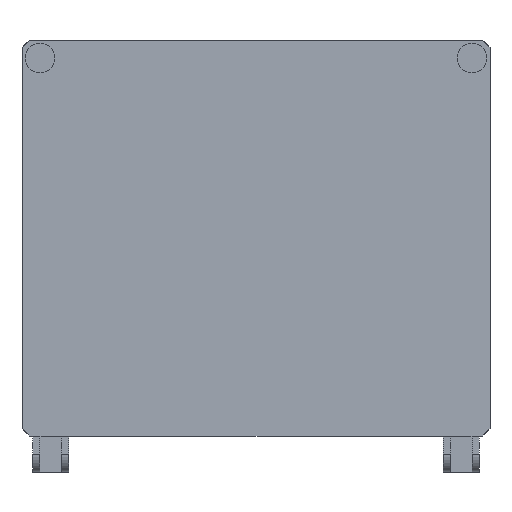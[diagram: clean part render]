
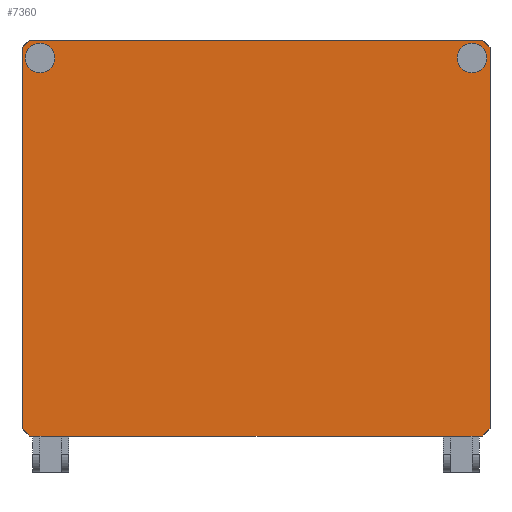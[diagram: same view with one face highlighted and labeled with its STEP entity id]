
A CAD part, front view. The second image highlights one B-rep face of the part: STEP entity #7360.
In plain terms, the highlighted planar face has unit normal (0, -1, 0).
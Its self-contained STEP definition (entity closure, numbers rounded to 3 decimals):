
#35=CIRCLE('',#7563,2.05);
#36=CIRCLE('',#7564,2.05);
#84=FACE_BOUND('',#1048,.T.);
#85=FACE_BOUND('',#1049,.T.);
#224=PLANE('',#7562);
#618=FACE_OUTER_BOUND('',#1047,.T.);
#1047=EDGE_LOOP('',(#6652,#6653,#6654,#6655,#6656,#6657,#6658,#6659,#6660,
#6661,#6662,#6663));
#1048=EDGE_LOOP('',(#6664));
#1049=EDGE_LOOP('',(#6665));
#1628=LINE('',#14557,#2241);
#1636=LINE('',#14573,#2249);
#1638=LINE('',#14578,#2251);
#1642=LINE('',#14584,#2255);
#1647=LINE('',#14598,#2260);
#1648=LINE('',#14600,#2261);
#1649=LINE('',#14602,#2262);
#1650=LINE('',#14604,#2263);
#1651=LINE('',#14606,#2264);
#1652=LINE('',#14608,#2265);
#1653=LINE('',#14610,#2266);
#1654=LINE('',#14611,#2267);
#2241=VECTOR('',#8455,10.);
#2249=VECTOR('',#8475,10.);
#2251=VECTOR('',#8481,10.);
#2255=VECTOR('',#8487,10.);
#2260=VECTOR('',#8504,10.);
#2261=VECTOR('',#8505,10.);
#2262=VECTOR('',#8506,10.);
#2263=VECTOR('',#8507,10.);
#2264=VECTOR('',#8508,10.);
#2265=VECTOR('',#8509,10.);
#2266=VECTOR('',#8510,10.);
#2267=VECTOR('',#8511,10.);
#3404=VERTEX_POINT('',#14437);
#3428=VERTEX_POINT('',#14498);
#3439=VERTEX_POINT('',#14526);
#3450=VERTEX_POINT('',#14571);
#3451=VERTEX_POINT('',#14577);
#3455=VERTEX_POINT('',#14597);
#3456=VERTEX_POINT('',#14599);
#3457=VERTEX_POINT('',#14601);
#3458=VERTEX_POINT('',#14603);
#3459=VERTEX_POINT('',#14605);
#3460=VERTEX_POINT('',#14607);
#3461=VERTEX_POINT('',#14609);
#3462=VERTEX_POINT('',#14612);
#3463=VERTEX_POINT('',#14614);
#4511=EDGE_CURVE('',#3439,#3428,#1628,.T.);
#4519=EDGE_CURVE('',#3404,#3450,#1636,.T.);
#4521=EDGE_CURVE('',#3451,#3439,#1638,.T.);
#4525=EDGE_CURVE('',#3428,#3404,#1642,.T.);
#4531=EDGE_CURVE('',#3450,#3455,#1647,.T.);
#4532=EDGE_CURVE('',#3456,#3455,#1648,.T.);
#4533=EDGE_CURVE('',#3456,#3457,#1649,.T.);
#4534=EDGE_CURVE('',#3458,#3457,#1650,.T.);
#4535=EDGE_CURVE('',#3458,#3459,#1651,.T.);
#4536=EDGE_CURVE('',#3460,#3459,#1652,.T.);
#4537=EDGE_CURVE('',#3460,#3461,#1653,.T.);
#4538=EDGE_CURVE('',#3451,#3461,#1654,.T.);
#4539=EDGE_CURVE('',#3462,#3462,#35,.T.);
#4540=EDGE_CURVE('',#3463,#3463,#36,.T.);
#6652=ORIENTED_EDGE('',*,*,#4511,.T.);
#6653=ORIENTED_EDGE('',*,*,#4525,.T.);
#6654=ORIENTED_EDGE('',*,*,#4519,.T.);
#6655=ORIENTED_EDGE('',*,*,#4531,.T.);
#6656=ORIENTED_EDGE('',*,*,#4532,.F.);
#6657=ORIENTED_EDGE('',*,*,#4533,.T.);
#6658=ORIENTED_EDGE('',*,*,#4534,.F.);
#6659=ORIENTED_EDGE('',*,*,#4535,.T.);
#6660=ORIENTED_EDGE('',*,*,#4536,.F.);
#6661=ORIENTED_EDGE('',*,*,#4537,.T.);
#6662=ORIENTED_EDGE('',*,*,#4538,.F.);
#6663=ORIENTED_EDGE('',*,*,#4521,.T.);
#6664=ORIENTED_EDGE('',*,*,#4539,.T.);
#6665=ORIENTED_EDGE('',*,*,#4540,.T.);
#7360=ADVANCED_FACE('',(#618,#84,#85),#224,.T.);
#7562=AXIS2_PLACEMENT_3D('',#14596,#8502,#8503);
#7563=AXIS2_PLACEMENT_3D('',#14613,#8512,#8513);
#7564=AXIS2_PLACEMENT_3D('',#14615,#8514,#8515);
#8455=DIRECTION('',(1.,0.,0.));
#8475=DIRECTION('',(1.,0.,0.));
#8481=DIRECTION('',(1.,0.,0.));
#8487=DIRECTION('',(1.,0.,0.));
#8502=DIRECTION('center_axis',(0.,-1.,0.));
#8503=DIRECTION('ref_axis',(0.,0.,-1.));
#8504=DIRECTION('',(1.,0.,0.));
#8505=DIRECTION('',(-0.707,0.,-0.707));
#8506=DIRECTION('',(0.,0.,1.));
#8507=DIRECTION('',(0.707,0.,-0.707));
#8508=DIRECTION('',(-1.,0.,0.));
#8509=DIRECTION('',(0.707,0.,0.707));
#8510=DIRECTION('',(0.,0.,-1.));
#8511=DIRECTION('',(-0.707,0.,0.707));
#8512=DIRECTION('center_axis',(0.,1.,0.));
#8513=DIRECTION('ref_axis',(1.,0.,0.));
#8514=DIRECTION('center_axis',(0.,1.,0.));
#8515=DIRECTION('ref_axis',(1.,0.,0.));
#14437=CARTESIAN_POINT('',(26.,-1.,-27.5));
#14498=CARTESIAN_POINT('',(-26.,-1.,-27.5));
#14526=CARTESIAN_POINT('',(-31.,-1.,-27.5));
#14557=CARTESIAN_POINT('',(-32.5,-1.,-27.5));
#14571=CARTESIAN_POINT('',(31.,-1.,-27.5));
#14573=CARTESIAN_POINT('',(-32.5,-1.,-27.5));
#14577=CARTESIAN_POINT('',(-31.5,-1.,-27.5));
#14578=CARTESIAN_POINT('',(-32.5,-1.,-27.5));
#14584=CARTESIAN_POINT('',(-32.5,-1.,-27.5));
#14596=CARTESIAN_POINT('Origin',(0.,-1.,0.));
#14597=CARTESIAN_POINT('',(31.5,-1.,-27.5));
#14598=CARTESIAN_POINT('',(-32.5,-1.,-27.5));
#14599=CARTESIAN_POINT('',(32.5,-1.,-26.5));
#14600=CARTESIAN_POINT('',(30.75,-1.,-28.25));
#14601=CARTESIAN_POINT('',(32.5,-1.,26.5));
#14602=CARTESIAN_POINT('',(32.5,-1.,-27.5));
#14603=CARTESIAN_POINT('',(31.5,-1.,27.5));
#14604=CARTESIAN_POINT('',(30.75,-1.,28.25));
#14605=CARTESIAN_POINT('',(-31.5,-1.,27.5));
#14606=CARTESIAN_POINT('',(32.5,-1.,27.5));
#14607=CARTESIAN_POINT('',(-32.5,-1.,26.5));
#14608=CARTESIAN_POINT('',(-30.75,-1.,28.25));
#14609=CARTESIAN_POINT('',(-32.5,-1.,-26.5));
#14610=CARTESIAN_POINT('',(-32.5,-1.,27.5));
#14611=CARTESIAN_POINT('',(-30.75,-1.,-28.25));
#14612=CARTESIAN_POINT('',(-32.05,-1.,25.));
#14613=CARTESIAN_POINT('Origin',(-30.,-1.,25.));
#14614=CARTESIAN_POINT('',(27.95,-1.,25.));
#14615=CARTESIAN_POINT('Origin',(30.,-1.,25.));
